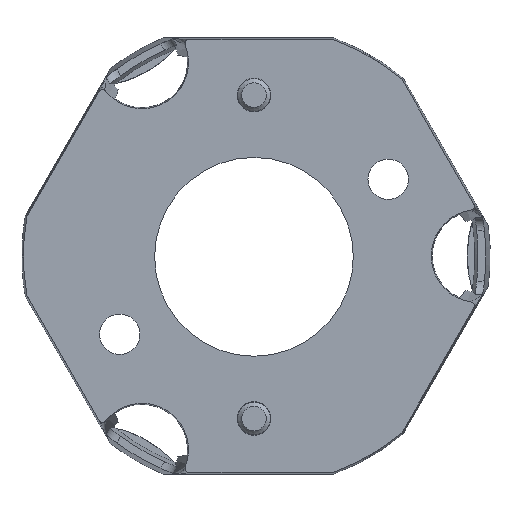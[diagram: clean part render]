
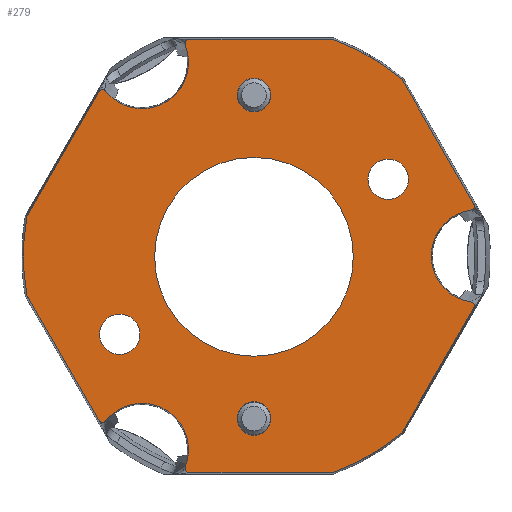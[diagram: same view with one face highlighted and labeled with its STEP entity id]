
A CAD part, front view. The second image highlights one B-rep face of the part: STEP entity #279.
In plain terms, the highlighted planar face has unit normal (0, -1, 0).
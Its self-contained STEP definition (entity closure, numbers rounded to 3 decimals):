
#279=ADVANCED_FACE('',(#684,#685,#686,#687,#688,#689),#690,.F.);
#684=FACE_BOUND('',#1375,.T.);
#685=FACE_BOUND('',#1376,.T.);
#686=FACE_BOUND('',#1377,.T.);
#687=FACE_BOUND('',#1378,.T.);
#688=FACE_BOUND('',#1379,.T.);
#689=FACE_OUTER_BOUND('',#1380,.T.);
#690=PLANE('',#1381);
#1375=EDGE_LOOP('',(#2330));
#1376=EDGE_LOOP('',(#2331));
#1377=EDGE_LOOP('',(#2332));
#1378=EDGE_LOOP('',(#2333));
#1379=EDGE_LOOP('',(#2334));
#1380=EDGE_LOOP('',(#2335,#2336,#2337,#2338,#2339,#2340,#2341,#2342,#2343,#2344,#2345,#2346,#2347,#2348,#2349,#2350,#2351,#2352));
#1381=AXIS2_PLACEMENT_3D('',#2353,#2354,#2355);
#2330=ORIENTED_EDGE('',*,*,#3751,.T.);
#2331=ORIENTED_EDGE('',*,*,#3752,.T.);
#2332=ORIENTED_EDGE('',*,*,#3753,.T.);
#2333=ORIENTED_EDGE('',*,*,#3754,.T.);
#2334=ORIENTED_EDGE('',*,*,#3755,.T.);
#2335=ORIENTED_EDGE('',*,*,#3756,.F.);
#2336=ORIENTED_EDGE('',*,*,#3655,.T.);
#2337=ORIENTED_EDGE('',*,*,#3670,.T.);
#2338=ORIENTED_EDGE('',*,*,#3666,.T.);
#2339=ORIENTED_EDGE('',*,*,#3757,.T.);
#2340=ORIENTED_EDGE('',*,*,#3758,.T.);
#2341=ORIENTED_EDGE('',*,*,#3759,.T.);
#2342=ORIENTED_EDGE('',*,*,#3760,.T.);
#2343=ORIENTED_EDGE('',*,*,#3761,.T.);
#2344=ORIENTED_EDGE('',*,*,#3762,.T.);
#2345=ORIENTED_EDGE('',*,*,#3763,.T.);
#2346=ORIENTED_EDGE('',*,*,#3764,.T.);
#2347=ORIENTED_EDGE('',*,*,#3765,.T.);
#2348=ORIENTED_EDGE('',*,*,#3766,.T.);
#2349=ORIENTED_EDGE('',*,*,#3767,.T.);
#2350=ORIENTED_EDGE('',*,*,#3658,.T.);
#2351=ORIENTED_EDGE('',*,*,#3768,.T.);
#2352=ORIENTED_EDGE('',*,*,#3649,.T.);
#2353=CARTESIAN_POINT('',(16.606,-0.5,0.062));
#2354=DIRECTION('',(-0.0,1.0,0.0));
#2355=DIRECTION('',(1.0,0.0,0.0));
#3649=EDGE_CURVE('',#4371,#4368,#4372,.T.);
#3655=EDGE_CURVE('',#4376,#4378,#4380,.T.);
#3658=EDGE_CURVE('',#4384,#4382,#4385,.T.);
#3666=EDGE_CURVE('',#4396,#4394,#4397,.T.);
#3670=EDGE_CURVE('',#4378,#4396,#4402,.T.);
#3751=EDGE_CURVE('',#4529,#4529,#4530,.T.);
#3752=EDGE_CURVE('',#4531,#4531,#4532,.T.);
#3753=EDGE_CURVE('',#4533,#4533,#4534,.T.);
#3754=EDGE_CURVE('',#4535,#4535,#4536,.T.);
#3755=EDGE_CURVE('',#4537,#4537,#4538,.T.);
#3756=EDGE_CURVE('',#4376,#4368,#4539,.T.);
#3757=EDGE_CURVE('',#4394,#4540,#4541,.T.);
#3758=EDGE_CURVE('',#4540,#4542,#4543,.T.);
#3759=EDGE_CURVE('',#4542,#4544,#4545,.T.);
#3760=EDGE_CURVE('',#4544,#4546,#4547,.T.);
#3761=EDGE_CURVE('',#4546,#4548,#4549,.T.);
#3762=EDGE_CURVE('',#4548,#4550,#4551,.T.);
#3763=EDGE_CURVE('',#4550,#4552,#4553,.T.);
#3764=EDGE_CURVE('',#4552,#4554,#4555,.T.);
#3765=EDGE_CURVE('',#4554,#4556,#4557,.T.);
#3766=EDGE_CURVE('',#4556,#4558,#4559,.T.);
#3767=EDGE_CURVE('',#4558,#4384,#4560,.T.);
#3768=EDGE_CURVE('',#4382,#4371,#4561,.T.);
#4368=VERTEX_POINT('',#5616);
#4371=VERTEX_POINT('',#5622);
#4372=LINE('',#5623,#5624);
#4376=VERTEX_POINT('',#5630);
#4378=VERTEX_POINT('',#5635);
#4380=LINE('',#5640,#5641);
#4382=VERTEX_POINT('',#5643);
#4384=VERTEX_POINT('',#5648);
#4385=CIRCLE('',#5649,3.45);
#4394=VERTEX_POINT('',#5692);
#4396=VERTEX_POINT('',#5697);
#4397=CIRCLE('',#5698,3.45);
#4402=CIRCLE('',#5706,0.3);
#4529=VERTEX_POINT('',#6007);
#4530=CIRCLE('',#6008,7.374);
#4531=VERTEX_POINT('',#6009);
#4532=CIRCLE('',#6010,1.5);
#4533=VERTEX_POINT('',#6011);
#4534=CIRCLE('',#6012,1.25);
#4535=VERTEX_POINT('',#6013);
#4536=CIRCLE('',#6014,1.25);
#4537=VERTEX_POINT('',#6015);
#4538=CIRCLE('',#6016,1.5);
#4539=CIRCLE('',#6017,17.103);
#4540=VERTEX_POINT('',#6018);
#4541=CIRCLE('',#6019,0.299);
#4542=VERTEX_POINT('',#6020);
#4543=LINE('',#6021,#6022);
#4544=VERTEX_POINT('',#6023);
#4545=CIRCLE('',#6024,17.105);
#4546=VERTEX_POINT('',#6025);
#4547=LINE('',#6026,#6027);
#4548=VERTEX_POINT('',#6028);
#4549=CIRCLE('',#6029,0.3);
#4550=VERTEX_POINT('',#6030);
#4551=CIRCLE('',#6031,3.45);
#4552=VERTEX_POINT('',#6032);
#4553=CIRCLE('',#6033,0.299);
#4554=VERTEX_POINT('',#6034);
#4555=LINE('',#6035,#6036);
#4556=VERTEX_POINT('',#6037);
#4557=CIRCLE('',#6038,17.105);
#4558=VERTEX_POINT('',#6039);
#4559=LINE('',#6040,#6041);
#4560=CIRCLE('',#6042,0.3);
#4561=CIRCLE('',#6043,0.299);
#5616=CARTESIAN_POINT('',(-16.852,-0.5,2.984));
#5622=CARTESIAN_POINT('',(-11.489,-0.5,12.273));
#5623=CARTESIAN_POINT('',(-11.489,-0.5,12.273));
#5624=VECTOR('',#7111,1.0);
#5630=CARTESIAN_POINT('',(-16.852,-0.5,-2.861));
#5635=CARTESIAN_POINT('',(-11.489,-0.5,-12.149));
#5640=CARTESIAN_POINT('',(-18.25,-0.5,-0.438));
#5641=VECTOR('',#7113,1.0);
#5643=CARTESIAN_POINT('',(-11.003,-0.5,12.296));
#5648=CARTESIAN_POINT('',(-5.093,-0.5,15.708));
#5649=AXIS2_PLACEMENT_3D('',#7114,#7115,#7116);
#5692=CARTESIAN_POINT('',(-5.093,-0.5,-15.585));
#5697=CARTESIAN_POINT('',(-11.004,-0.5,-12.172));
#5698=AXIS2_PLACEMENT_3D('',#7117,#7118,#7119);
#5706=AXIS2_PLACEMENT_3D('',#7123,#7124,#7125);
#6007=CARTESIAN_POINT('',(0.,-0.5,-7.374));
#6008=AXIS2_PLACEMENT_3D('',#7221,#7222,#7223);
#6009=CARTESIAN_POINT('',(10.709,-0.5,4.451));
#6010=AXIS2_PLACEMENT_3D('',#7224,#7225,#7226);
#6011=CARTESIAN_POINT('',(1.25,-0.5,12.0));
#6012=AXIS2_PLACEMENT_3D('',#7227,#7228,#7229);
#6013=CARTESIAN_POINT('',(1.25,-0.5,-12.0));
#6014=AXIS2_PLACEMENT_3D('',#7230,#7231,#7232);
#6015=CARTESIAN_POINT('',(-10.709,-0.5,-4.451));
#6016=AXIS2_PLACEMENT_3D('',#7233,#7234,#7235);
#6017=AXIS2_PLACEMENT_3D('',#7236,#7237,#7238);
#6018=CARTESIAN_POINT('',(-4.831,-0.5,-15.993));
#6019=AXIS2_PLACEMENT_3D('',#7239,#7240,#7241);
#6020=CARTESIAN_POINT('',(5.901,-0.5,-15.994));
#6021=CARTESIAN_POINT('',(-4.831,-0.5,-15.994));
#6022=VECTOR('',#7242,1.0);
#6023=CARTESIAN_POINT('',(10.954,-0.5,-13.076));
#6024=AXIS2_PLACEMENT_3D('',#7243,#7244,#7245);
#6025=CARTESIAN_POINT('',(16.32,-0.5,-3.782));
#6026=CARTESIAN_POINT('',(10.954,-0.5,-13.076));
#6027=VECTOR('',#7246,1.0);
#6028=CARTESIAN_POINT('',(16.097,-0.5,-3.351));
#6029=AXIS2_PLACEMENT_3D('',#7247,#7248,#7249);
#6030=CARTESIAN_POINT('',(16.097,-0.5,3.474));
#6031=AXIS2_PLACEMENT_3D('',#7250,#7251,#7252);
#6032=CARTESIAN_POINT('',(16.32,-0.5,3.906));
#6033=AXIS2_PLACEMENT_3D('',#7253,#7254,#7255);
#6034=CARTESIAN_POINT('',(10.954,-0.5,13.199));
#6035=CARTESIAN_POINT('',(16.32,-0.5,3.906));
#6036=VECTOR('',#7256,1.0);
#6037=CARTESIAN_POINT('',(5.901,-0.5,16.117));
#6038=AXIS2_PLACEMENT_3D('',#7257,#7258,#7259);
#6039=CARTESIAN_POINT('',(-4.831,-0.5,16.117));
#6040=CARTESIAN_POINT('',(5.901,-0.5,16.117));
#6041=VECTOR('',#7260,1.0);
#6042=AXIS2_PLACEMENT_3D('',#7261,#7262,#7263);
#6043=AXIS2_PLACEMENT_3D('',#7264,#7265,#7266);
#7111=DIRECTION('',(-0.5,0.0,-0.866));
#7113=DIRECTION('',(0.5,0.0,-0.866));
#7114=CARTESIAN_POINT('',(-8.303,-0.5,14.443));
#7115=DIRECTION('',(0.0,1.0,0.0));
#7116=DIRECTION('',(0.,0.0,-1.0));
#7117=CARTESIAN_POINT('',(-8.303,-0.5,-14.32));
#7118=DIRECTION('',(0.0,1.0,0.0));
#7119=DIRECTION('',(0.,0.0,-1.0));
#7123=CARTESIAN_POINT('',(-11.238,-0.5,-11.986));
#7124=DIRECTION('',(0.0,-1.0,0.0));
#7125=DIRECTION('',(0.0,0.0,-1.0));
#7221=CARTESIAN_POINT('',(0.,-0.5,0.));
#7222=DIRECTION('',(0.0,1.0,0.0));
#7223=DIRECTION('',(0.,0.0,-1.0));
#7224=CARTESIAN_POINT('',(9.959,-0.5,5.75));
#7225=DIRECTION('',(0.0,1.0,0.0));
#7226=DIRECTION('',(0.5,0.0,-0.866));
#7227=CARTESIAN_POINT('',(0.,-0.5,12.0));
#7228=DIRECTION('',(-0.0,1.0,0.0));
#7229=DIRECTION('',(1.0,0.0,0.0));
#7230=CARTESIAN_POINT('',(0.,-0.5,-12.0));
#7231=DIRECTION('',(-0.0,1.0,0.0));
#7232=DIRECTION('',(1.0,0.0,0.0));
#7233=CARTESIAN_POINT('',(-9.959,-0.5,-5.75));
#7234=DIRECTION('',(0.0,1.0,0.0));
#7235=DIRECTION('',(-0.5,0.0,0.866));
#7236=CARTESIAN_POINT('',(0.,-0.5,0.062));
#7237=DIRECTION('',(0.0,1.0,0.0));
#7238=DIRECTION('',(0.0,0.0,1.0));
#7239=CARTESIAN_POINT('',(-4.814,-0.5,-15.694));
#7240=DIRECTION('',(0.0,-1.0,0.0));
#7241=DIRECTION('',(0.0,0.0,-1.0));
#7242=DIRECTION('',(1.0,0.0,0.));
#7243=CARTESIAN_POINT('',(0.,-0.5,0.062));
#7244=DIRECTION('',(0.0,-1.0,-0.0));
#7245=DIRECTION('',(0.,0.0,-1.0));
#7246=DIRECTION('',(0.5,0.0,0.866));
#7247=CARTESIAN_POINT('',(16.052,-0.5,-3.647));
#7248=DIRECTION('',(0.0,-1.0,0.0));
#7249=DIRECTION('',(0.0,0.0,-1.0));
#7250=CARTESIAN_POINT('',(16.606,-0.5,0.062));
#7251=DIRECTION('',(0.0,1.0,0.0));
#7252=DIRECTION('',(0.,0.0,-1.0));
#7253=CARTESIAN_POINT('',(16.052,-0.5,3.77));
#7254=DIRECTION('',(0.0,-1.0,0.0));
#7255=DIRECTION('',(0.0,0.0,-1.0));
#7256=DIRECTION('',(-0.5,0.0,0.866));
#7257=CARTESIAN_POINT('',(0.,-0.5,0.062));
#7258=DIRECTION('',(0.0,-1.0,-0.0));
#7259=DIRECTION('',(0.,0.0,-1.0));
#7260=DIRECTION('',(-1.0,0.0,0.));
#7261=CARTESIAN_POINT('',(-4.814,-0.5,15.818));
#7262=DIRECTION('',(0.0,-1.0,0.0));
#7263=DIRECTION('',(0.0,0.0,-1.0));
#7264=CARTESIAN_POINT('',(-11.238,-0.5,12.109));
#7265=DIRECTION('',(0.0,-1.0,0.0));
#7266=DIRECTION('',(0.0,0.0,-1.0));
